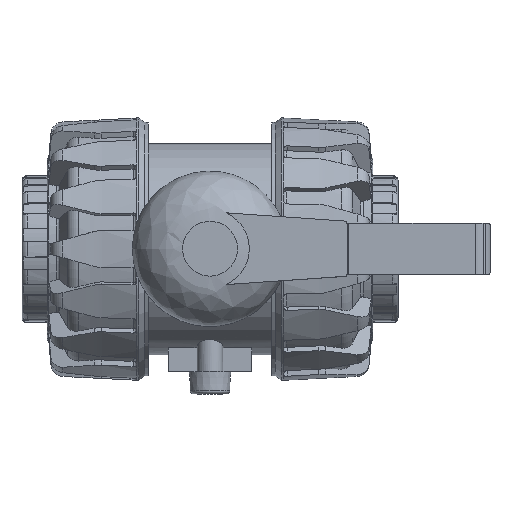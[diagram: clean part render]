
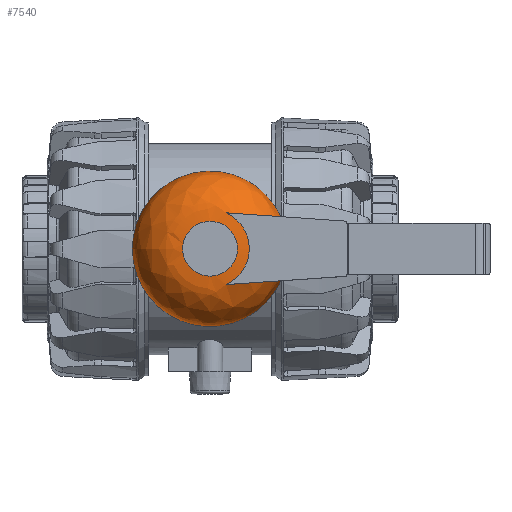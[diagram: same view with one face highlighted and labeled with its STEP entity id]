
A CAD part, top view. The second image highlights one B-rep face of the part: STEP entity #7540.
In plain terms, the highlighted free-form (B-spline) face has degree [2, 2] with [3, 9] control points.
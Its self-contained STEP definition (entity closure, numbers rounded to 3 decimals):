
#34=(
BOUNDED_CURVE()
B_SPLINE_CURVE(2,(#16076,#16077,#16078),.UNSPECIFIED.,.F.,.F.)
B_SPLINE_CURVE_WITH_KNOTS((3,3),(-1.571,0.),
 .UNSPECIFIED.)
CURVE()
GEOMETRIC_REPRESENTATION_ITEM()
RATIONAL_B_SPLINE_CURVE((1.,0.707,1.))
REPRESENTATION_ITEM($)
);
#47=(
BOUNDED_SURFACE()
B_SPLINE_SURFACE(2,2,((#16045,#16046,#16047,#16048,#16049,#16050,#16051,
#16052,#16053),(#16054,#16055,#16056,#16057,#16058,#16059,#16060,#16061,
#16062),(#16063,#16064,#16065,#16066,#16067,#16068,#16069,#16070,#16071)),
 .UNSPECIFIED.,.F.,.T.,.F.)
B_SPLINE_SURFACE_WITH_KNOTS((3,3),(3,2,2,2,3),(0.,1.571),
(-3.142,-1.571,0.,1.571,3.142),
 .UNSPECIFIED.)
GEOMETRIC_REPRESENTATION_ITEM()
RATIONAL_B_SPLINE_SURFACE(((1.,0.707,1.,0.707,1.,
0.707,1.,0.707,1.),(0.707,0.5,0.707,
0.5,0.707,0.5,0.707,0.5,0.707),(1.,
0.707,1.,0.707,1.,0.707,1.,0.707,
1.)))
REPRESENTATION_ITEM($)
SURFACE()
);
#1143=B_SPLINE_CURVE_WITH_KNOTS($,3,(#16082,#16083,#16084,#16085,#16086,
#16087,#16088,#16089,#16090,#16091,#16092,#16093,#16094,#16095,#16096,#16097,
#16098,#16099,#16100,#16101),.UNSPECIFIED.,.F.,.F.,(4,2,2,2,2,2,2,2,2,4),
(-10.381,-9.917,-9.278,-8.64,
-8.078,-7.516,-7.025,-6.535,
-6.065,-5.596),.UNSPECIFIED.);
#1144=B_SPLINE_CURVE_WITH_KNOTS($,3,(#16105,#16106,#16107,#16108,#16109,
#16110,#16111,#16112,#16113,#16114,#16115,#16116,#16117,#16118,#16119,#16120,
#16121,#16122,#16123,#16124),.UNSPECIFIED.,.F.,.F.,(4,2,2,2,2,2,2,2,2,4),
(-16.789,-16.32,-15.851,-15.361,
-14.87,-14.308,-13.745,-13.107,
-12.469,-12.004),.UNSPECIFIED.);
#1943=FACE_OUTER_BOUND($,#2411,.T.);
#2411=EDGE_LOOP($,(#6892,#6893,#6894,#6895,#6896,#6897,#6898,#6899,#6900));
#2794=CIRCLE($,#8434,17.14);
#2795=CIRCLE($,#8435,48.54);
#2796=CIRCLE($,#8436,24.562);
#2797=CIRCLE($,#8437,48.54);
#2798=CIRCLE($,#8438,17.14);
#3528=VERTEX_POINT($,#16072);
#3529=VERTEX_POINT($,#16073);
#3530=VERTEX_POINT($,#16075);
#3531=VERTEX_POINT($,#16079);
#3532=VERTEX_POINT($,#16081);
#3533=VERTEX_POINT($,#16102);
#3534=VERTEX_POINT($,#16104);
#4658=EDGE_CURVE($,#3528,#3529,#2794,.T.);
#4659=EDGE_CURVE($,#3529,#3530,#34,.T.);
#4660=EDGE_CURVE($,#3531,#3530,#2795,.T.);
#4661=EDGE_CURVE($,#3532,#3531,#1143,.T.);
#4662=EDGE_CURVE($,#3533,#3532,#2796,.T.);
#4663=EDGE_CURVE($,#3534,#3533,#1144,.T.);
#4664=EDGE_CURVE($,#3530,#3534,#2797,.T.);
#4665=EDGE_CURVE($,#3529,#3528,#2798,.T.);
#6892=ORIENTED_EDGE($,*,*,#4658,.T.);
#6893=ORIENTED_EDGE($,*,*,#4659,.T.);
#6894=ORIENTED_EDGE($,*,*,#4660,.F.);
#6895=ORIENTED_EDGE($,*,*,#4661,.F.);
#6896=ORIENTED_EDGE($,*,*,#4662,.F.);
#6897=ORIENTED_EDGE($,*,*,#4663,.F.);
#6898=ORIENTED_EDGE($,*,*,#4664,.F.);
#6899=ORIENTED_EDGE($,*,*,#4659,.F.);
#6900=ORIENTED_EDGE($,*,*,#4665,.T.);
#7540=ADVANCED_FACE($,(#1943),#47,.F.);
#8434=AXIS2_PLACEMENT_3D($,#16074,#10495,#10496);
#8435=AXIS2_PLACEMENT_3D($,#16080,#10497,#10498);
#8436=AXIS2_PLACEMENT_3D($,#16103,#10499,#10500);
#8437=AXIS2_PLACEMENT_3D($,#16125,#10501,#10502);
#8438=AXIS2_PLACEMENT_3D($,#16126,#10503,#10504);
#10495=DIRECTION('center_axis',(0.,0.,-1.));
#10496=DIRECTION('ref_axis',(-1.,0.,0.));
#10497=DIRECTION('center_axis',(0.,0.,-1.));
#10498=DIRECTION('ref_axis',(-1.,0.,0.));
#10499=DIRECTION('center_axis',(0.,0.,-1.));
#10500=DIRECTION('ref_axis',(-1.,0.,0.));
#10501=DIRECTION('center_axis',(0.,0.,-1.));
#10502=DIRECTION('ref_axis',(-1.,0.,0.));
#10503=DIRECTION('center_axis',(0.,0.,-1.));
#10504=DIRECTION('ref_axis',(-1.,0.,0.));
#16045=CARTESIAN_POINT('Ctrl Pts',(-48.54,0.,
13.98));
#16046=CARTESIAN_POINT('Ctrl Pts',(-48.54,-48.54,13.98));
#16047=CARTESIAN_POINT('Ctrl Pts',(0.,-48.54,
13.98));
#16048=CARTESIAN_POINT('Ctrl Pts',(48.54,-48.54,13.98));
#16049=CARTESIAN_POINT('Ctrl Pts',(48.54,0.,
13.98));
#16050=CARTESIAN_POINT('Ctrl Pts',(48.54,48.54,13.98));
#16051=CARTESIAN_POINT('Ctrl Pts',(0.,48.54,
13.98));
#16052=CARTESIAN_POINT('Ctrl Pts',(-48.54,48.54,13.98));
#16053=CARTESIAN_POINT('Ctrl Pts',(-48.54,0.,
13.98));
#16054=CARTESIAN_POINT('Ctrl Pts',(-48.54,0.,
45.38));
#16055=CARTESIAN_POINT('Ctrl Pts',(-48.54,-48.54,45.38));
#16056=CARTESIAN_POINT('Ctrl Pts',(0.,-48.54,
45.38));
#16057=CARTESIAN_POINT('Ctrl Pts',(48.54,-48.54,45.38));
#16058=CARTESIAN_POINT('Ctrl Pts',(48.54,0.,
45.38));
#16059=CARTESIAN_POINT('Ctrl Pts',(48.54,48.54,45.38));
#16060=CARTESIAN_POINT('Ctrl Pts',(0.,48.54,
45.38));
#16061=CARTESIAN_POINT('Ctrl Pts',(-48.54,48.54,45.38));
#16062=CARTESIAN_POINT('Ctrl Pts',(-48.54,0.,
45.38));
#16063=CARTESIAN_POINT('Ctrl Pts',(-17.14,0.,
45.38));
#16064=CARTESIAN_POINT('Ctrl Pts',(-17.14,-17.14,45.38));
#16065=CARTESIAN_POINT('Ctrl Pts',(0.,-17.14,
45.38));
#16066=CARTESIAN_POINT('Ctrl Pts',(17.14,-17.14,45.38));
#16067=CARTESIAN_POINT('Ctrl Pts',(17.14,0.,
45.38));
#16068=CARTESIAN_POINT('Ctrl Pts',(17.14,17.14,45.38));
#16069=CARTESIAN_POINT('Ctrl Pts',(0.,17.14,
45.38));
#16070=CARTESIAN_POINT('Ctrl Pts',(-17.14,17.14,45.38));
#16071=CARTESIAN_POINT('Ctrl Pts',(-17.14,0.,
45.38));
#16072=CARTESIAN_POINT('',(17.14,0.,45.38));
#16073=CARTESIAN_POINT('',(-17.14,0.,45.38));
#16074=CARTESIAN_POINT('Origin',(0.,0.,45.38));
#16075=CARTESIAN_POINT('',(-48.54,0.,13.98));
#16076=CARTESIAN_POINT('Ctrl Pts',(-17.14,0.,
45.38));
#16077=CARTESIAN_POINT('Ctrl Pts',(-48.54,0.,
45.38));
#16078=CARTESIAN_POINT('Ctrl Pts',(-48.54,0.,
13.98));
#16079=CARTESIAN_POINT('',(44.209,-20.041,13.98));
#16080=CARTESIAN_POINT('Origin',(0.,0.,13.98));
#16081=CARTESIAN_POINT('',(10.058,-22.408,44.49));
#16082=CARTESIAN_POINT('Ctrl Pts',(10.058,-22.408,44.49));
#16083=CARTESIAN_POINT('Ctrl Pts',(11.719,-22.293,44.35));
#16084=CARTESIAN_POINT('Ctrl Pts',(13.389,-22.177,44.156));
#16085=CARTESIAN_POINT('Ctrl Pts',(17.313,-21.905,43.521));
#16086=CARTESIAN_POINT('Ctrl Pts',(19.552,-21.75,43.013));
#16087=CARTESIAN_POINT('Ctrl Pts',(23.831,-21.453,41.672));
#16088=CARTESIAN_POINT('Ctrl Pts',(25.871,-21.312,40.839));
#16089=CARTESIAN_POINT('Ctrl Pts',(29.419,-21.066,39.004));
#16090=CARTESIAN_POINT('Ctrl Pts',(31.164,-20.945,37.921));
#16091=CARTESIAN_POINT('Ctrl Pts',(34.398,-20.721,35.426));
#16092=CARTESIAN_POINT('Ctrl Pts',(35.886,-20.618,34.013));
#16093=CARTESIAN_POINT('Ctrl Pts',(38.195,-20.458,31.375));
#16094=CARTESIAN_POINT('Ctrl Pts',(39.265,-20.384,29.936));
#16095=CARTESIAN_POINT('Ctrl Pts',(41.102,-20.257,26.878));
#16096=CARTESIAN_POINT('Ctrl Pts',(41.87,-20.203,25.258));
#16097=CARTESIAN_POINT('Ctrl Pts',(42.99,-20.126,22.263));
#16098=CARTESIAN_POINT('Ctrl Pts',(43.458,-20.093,20.613));
#16099=CARTESIAN_POINT('Ctrl Pts',(44.068,-20.051,17.253));
#16100=CARTESIAN_POINT('Ctrl Pts',(44.209,-20.041,15.543));
#16101=CARTESIAN_POINT('Ctrl Pts',(44.209,-20.041,13.98));
#16102=CARTESIAN_POINT('',(10.058,22.408,44.49));
#16103=CARTESIAN_POINT('Origin',(0.,0.,44.49));
#16104=CARTESIAN_POINT('',(44.209,20.041,13.98));
#16105=CARTESIAN_POINT('Ctrl Pts',(44.209,20.041,13.98));
#16106=CARTESIAN_POINT('Ctrl Pts',(44.209,20.041,15.543));
#16107=CARTESIAN_POINT('Ctrl Pts',(44.068,20.051,17.253));
#16108=CARTESIAN_POINT('Ctrl Pts',(43.458,20.093,20.613));
#16109=CARTESIAN_POINT('Ctrl Pts',(42.99,20.126,22.263));
#16110=CARTESIAN_POINT('Ctrl Pts',(41.87,20.203,25.258));
#16111=CARTESIAN_POINT('Ctrl Pts',(41.102,20.257,26.878));
#16112=CARTESIAN_POINT('Ctrl Pts',(39.265,20.384,29.936));
#16113=CARTESIAN_POINT('Ctrl Pts',(38.195,20.458,31.375));
#16114=CARTESIAN_POINT('Ctrl Pts',(35.886,20.618,34.013));
#16115=CARTESIAN_POINT('Ctrl Pts',(34.398,20.721,35.426));
#16116=CARTESIAN_POINT('Ctrl Pts',(31.164,20.945,37.921));
#16117=CARTESIAN_POINT('Ctrl Pts',(29.419,21.066,39.004));
#16118=CARTESIAN_POINT('Ctrl Pts',(25.871,21.312,40.839));
#16119=CARTESIAN_POINT('Ctrl Pts',(23.831,21.453,41.672));
#16120=CARTESIAN_POINT('Ctrl Pts',(19.552,21.75,43.013));
#16121=CARTESIAN_POINT('Ctrl Pts',(17.313,21.905,43.521));
#16122=CARTESIAN_POINT('Ctrl Pts',(13.389,22.177,44.156));
#16123=CARTESIAN_POINT('Ctrl Pts',(11.719,22.293,44.35));
#16124=CARTESIAN_POINT('Ctrl Pts',(10.058,22.408,44.49));
#16125=CARTESIAN_POINT('Origin',(0.,0.,13.98));
#16126=CARTESIAN_POINT('Origin',(0.,0.,45.38));
